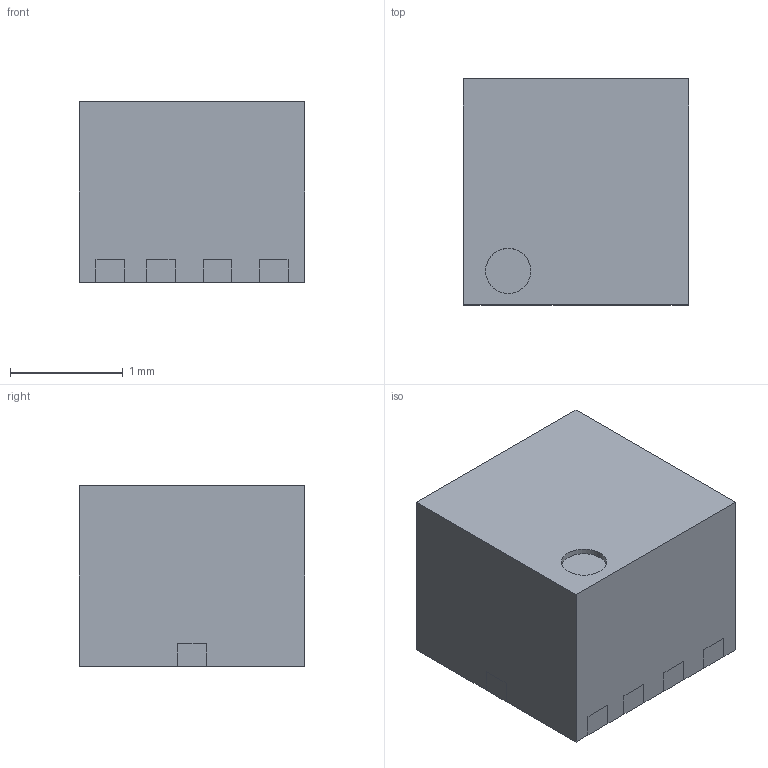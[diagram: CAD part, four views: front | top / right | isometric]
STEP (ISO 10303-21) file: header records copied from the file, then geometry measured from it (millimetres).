
FILE_DESCRIPTION (( 'STEP AP214' ), '1' );
FILE_NAME ('MPM3811GG.STEP', '2022-08-01T03:04:50', ( '' ), ( '' ), 'SwSTEP 2.0', 'SolidWorks 2017', '' );
FILE_SCHEMA (( 'AUTOMOTIVE_DESIGN' ));
Length unit declared in the file: millimetre
Products named in the file (1): MPM3811GG
Bounding box: 2 x 2 x 1.6 mm (x, y, z)
Volume: 6.4 mm3; surface area: 28.2 mm2
Topology: 7 solids, 7 shells, 103 faces, 264 edges, 176 vertices
Faces by surface type: plane 101, cylinder 2
Entity records: 4283 total; most frequent: CARTESIAN_POINT 544, ORIENTED_EDGE 528, DIRECTION 476, EDGE_CURVE 264, VECTOR 260, LINE 260, VERTEX_POINT 176, UNCERTAINTY_MEASURE_WITH_UNIT 112
